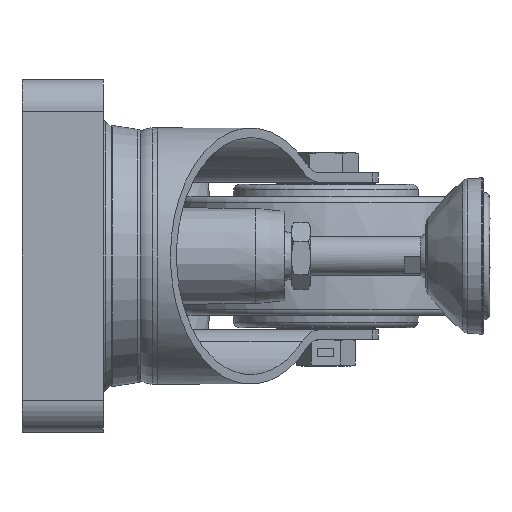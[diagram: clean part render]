
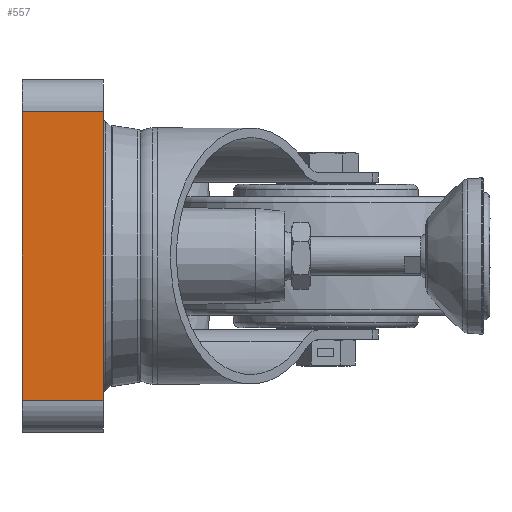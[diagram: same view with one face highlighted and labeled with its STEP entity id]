
A CAD part, left-side view. The second image highlights one B-rep face of the part: STEP entity #557.
In plain terms, the highlighted face is planar.
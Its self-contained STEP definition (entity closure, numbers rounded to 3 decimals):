
#557 = ADVANCED_FACE( '', ( #1503 ), #1504, .F. );
#1503 = FACE_OUTER_BOUND( '', #3065, .T. );
#1504 = PLANE( '', #3066 );
#3065 = EDGE_LOOP( '', ( #5980, #5981, #5982, #5983 ) );
#3066 = AXIS2_PLACEMENT_3D( '', #5984, #5985, #5986 );
#5980 = ORIENTED_EDGE( '', *, *, #9690, .T. );
#5981 = ORIENTED_EDGE( '', *, *, #9783, .F. );
#5982 = ORIENTED_EDGE( '', *, *, #9737, .F. );
#5983 = ORIENTED_EDGE( '', *, *, #9782, .T. );
#5984 = CARTESIAN_POINT( '', ( 67., 25.3, 45. ) );
#5985 = DIRECTION( '', ( -1., 0., 0. ) );
#5986 = DIRECTION( '', ( 0., 0., 1. ) );
#9690 = EDGE_CURVE( '', #11537, #11535, #11538, .T. );
#9737 = EDGE_CURVE( '', #11628, #11630, #11631, .T. );
#9782 = EDGE_CURVE( '', #11628, #11537, #11710, .T. );
#9783 = EDGE_CURVE( '', #11630, #11535, #11711, .T. );
#11535 = VERTEX_POINT( '', #14377 );
#11537 = VERTEX_POINT( '', #14379 );
#11538 = LINE( '', #14380, #14381 );
#11628 = VERTEX_POINT( '', #14489 );
#11630 = VERTEX_POINT( '', #14491 );
#11631 = LINE( '', #14492, #14493 );
#11710 = LINE( '', #14592, #14593 );
#11711 = LINE( '', #14594, #14595 );
#14377 = CARTESIAN_POINT( '', ( 67., 0., -45. ) );
#14379 = CARTESIAN_POINT( '', ( 67., 0., 45. ) );
#14380 = CARTESIAN_POINT( '', ( 67., 0., 45. ) );
#14381 = VECTOR( '', #17868, 1000. );
#14489 = CARTESIAN_POINT( '', ( 67., 25.3, 45. ) );
#14491 = CARTESIAN_POINT( '', ( 67., 25.3, -45. ) );
#14492 = CARTESIAN_POINT( '', ( 67., 25.3, 45. ) );
#14493 = VECTOR( '', #17971, 1000. );
#14592 = CARTESIAN_POINT( '', ( 67., 25.3, 45. ) );
#14593 = VECTOR( '', #18064, 1000. );
#14594 = CARTESIAN_POINT( '', ( 67., 25.3, -45. ) );
#14595 = VECTOR( '', #18065, 1000. );
#17868 = DIRECTION( '', ( 0., 0., -1. ) );
#17971 = DIRECTION( '', ( 0., 0., -1. ) );
#18064 = DIRECTION( '', ( 0., -1., 0. ) );
#18065 = DIRECTION( '', ( 0., -1., 0. ) );
